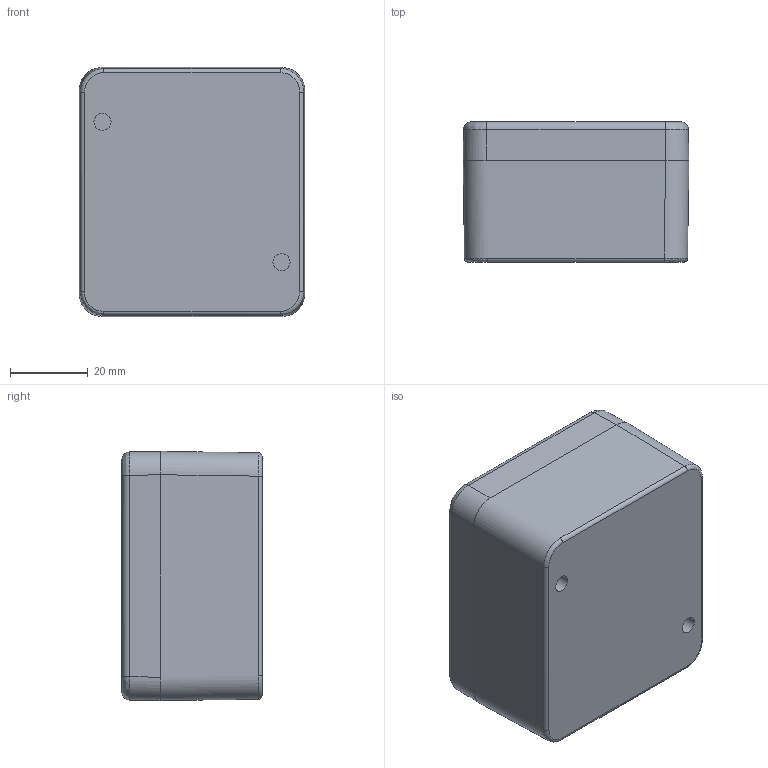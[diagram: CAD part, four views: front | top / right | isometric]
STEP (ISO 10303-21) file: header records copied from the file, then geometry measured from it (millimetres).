
FILE_DESCRIPTION (( 'STEP AP214' ), '1' );
FILE_NAME ('2374-0506-03-50.step', '2023-11-08T10:37:58', ( '' ), ( '' ), 'SwSTEP 2.0', 'SolidWorks 2019', '' );
FILE_SCHEMA (( 'AUTOMOTIVE_DESIGN' ));
Length unit declared in the file: millimetre
Products named in the file (7): DeckelschraubeM4x15; SchutzleiteranschlussM4x8; 2374-0506-03-50; SchutzleiteranschlussM3x6; Unterteil^2374-0506-03-50; Deckel^2374-0506-03-50
Assembly tree (10 placements, depth 3):
  2374-0506-03-50
    2374-0506-03-50
      Unterteil^2374-0506-03-50
      SchutzleiteranschlussM4x8  x2
      Deckel^2374-0506-03-50
      SchutzleiteranschlussM3x6
      DeckelschraubeM4x15  x4
Bounding box: 58 x 36 x 64 mm (x, y, z)
Volume: 58827.5 mm3; surface area: 35225.8 mm2
Topology: 20 solids, 20 shells, 751 faces, 1966 edges, 1248 vertices
Faces by surface type: plane 327, cylinder 234, cone 141, torus 27, bspline 22
Entity records: 18319 total; most frequent: CARTESIAN_POINT 6409, ORIENTED_EDGE 2486, DIRECTION 2298, EDGE_CURVE 1243, AXIS2_PLACEMENT_3D 869, VERTEX_POINT 799, LINE 560, VECTOR 560
